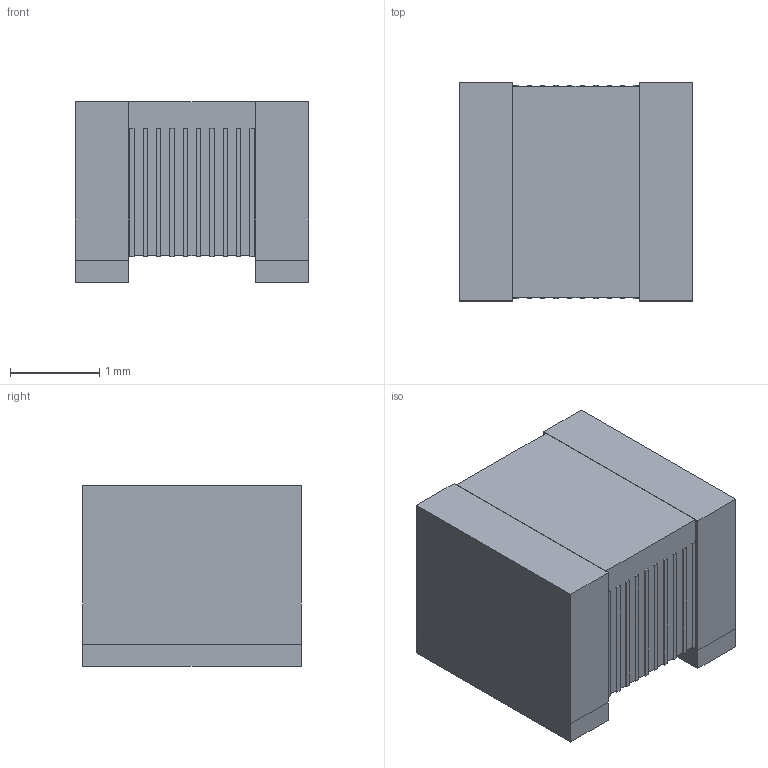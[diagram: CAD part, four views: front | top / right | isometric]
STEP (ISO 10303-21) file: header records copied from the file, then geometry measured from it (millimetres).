
FILE_DESCRIPTION(('FreeCAD Model'),'2;1');
FILE_NAME('525763.1.2.stp','2020-04-16T06:25:42',( 'Author'),(''),'Open CASCADE STEP processor 6.9','FreeCAD','Unknown' );
FILE_SCHEMA(('AUTOMOTIVE_DESIGN { 1 0 10303 214 1 1 1 1 }'));
Length unit declared in the file: millimetre
Products named in the file (16): ASSEMBLY; Rect1; Rect2; Rect3; Rect4; Rect5; Rect6; Rect7; Rect8; Rect9; Rect10; Rect11; Rect12; Rect13; Rect14; Rect15
Assembly tree (15 placements, depth 2):
  ASSEMBLY
    Rect1
    Rect2
    Rect3
    Rect4
    Rect5
    Rect6
    Rect7
    Rect8
    Rect9
    Rect10
    Rect11
    Rect12
    Rect13
    Rect14
    Rect15
Bounding box: 2.62 x 2.45 x 2.03 mm (x, y, z)
Surface area: 129.3 mm2
Topology: 15 solids, 15 shells, 90 faces, 180 edges, 120 vertices
Faces by surface type: plane 90
Entity records: 5029 total; most frequent: CARTESIAN_POINT 766, DIRECTION 752, LINE 540, VECTOR 540, ORIENTED_EDGE 360, PCURVE 360, DEFINITIONAL_REPRESENTATION 360, EDGE_CURVE 180
